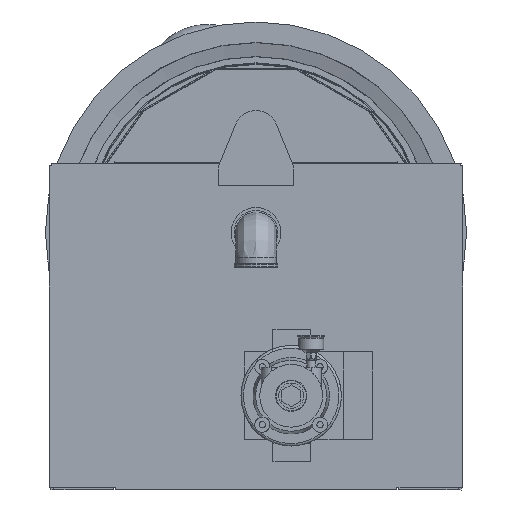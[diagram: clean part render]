
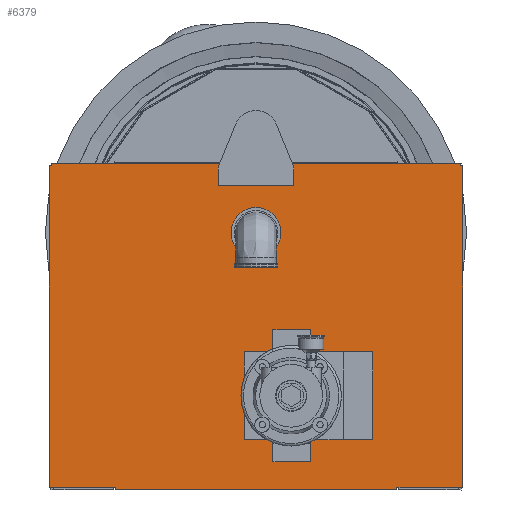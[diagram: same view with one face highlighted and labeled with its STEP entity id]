
A CAD part, front view. The second image highlights one B-rep face of the part: STEP entity #6379.
In plain terms, the highlighted planar face has unit normal (0, -1, 0).
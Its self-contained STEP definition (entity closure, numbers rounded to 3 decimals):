
#259=B_SPLINE_CURVE_WITH_KNOTS('',3,(#13848,#13849,#13850,#13851,#13852,
#13853,#13854,#13855,#13856,#13857,#13858,#13859,#13860,#13861,#13862),
 .UNSPECIFIED.,.F.,.F.,(4,2,2,1,2,2,2,4),(0.,0.125,0.25,
0.375,0.5,0.625,0.75,
1.),.UNSPECIFIED.);
#263=B_SPLINE_CURVE_WITH_KNOTS('',3,(#13972,#13973,#13974,#13975,#13976,
#13977,#13978,#13979,#13980,#13981,#13982,#13983,#13984,#13985,#13986),
 .UNSPECIFIED.,.F.,.F.,(4,2,2,1,2,2,2,4),(0.,0.125,0.25,0.375,0.5,0.625,
0.75,1.),.UNSPECIFIED.);
#268=B_SPLINE_CURVE_WITH_KNOTS('',3,(#14110,#14111,#14112,#14113,#14114,
#14115,#14116,#14117,#14118,#14119,#14120,#14121,#14122,#14123,#14124,#14125,
#14126),.UNSPECIFIED.,.F.,.F.,(4,2,1,2,2,2,2,2,4),(0.,0.125,0.25,0.375,
0.5,0.625,0.75,0.875,1.),.UNSPECIFIED.);
#272=B_SPLINE_CURVE_WITH_KNOTS('',3,(#14258,#14259,#14260,#14261,#14262,
#14263,#14264,#14265,#14266,#14267,#14268,#14269,#14270,#14271,#14272,#14273,
#14274),.UNSPECIFIED.,.F.,.F.,(4,2,1,2,2,2,2,2,4),(0.,0.125,0.25,0.375,
0.5,0.625,0.75,0.875,1.),.UNSPECIFIED.);
#534=PLANE('',#7814);
#1082=LINE('',#13715,#1662);
#1086=LINE('',#13724,#1666);
#1091=LINE('',#13734,#1671);
#1098=LINE('',#13748,#1678);
#1100=LINE('',#13751,#1680);
#1127=LINE('',#14288,#1707);
#1129=LINE('',#14292,#1709);
#1131=LINE('',#14296,#1711);
#1662=VECTOR('',#9394,1000.);
#1666=VECTOR('',#9400,1000.);
#1671=VECTOR('',#9407,1000.);
#1678=VECTOR('',#9416,1000.);
#1680=VECTOR('',#9420,1000.);
#1707=VECTOR('',#9467,1000.);
#1709=VECTOR('',#9473,1000.);
#1711=VECTOR('',#9479,1000.);
#3359=ORIENTED_EDGE('',*,*,#4230,.F.);
#3360=ORIENTED_EDGE('',*,*,#4185,.T.);
#3361=ORIENTED_EDGE('',*,*,#4178,.F.);
#3362=ORIENTED_EDGE('',*,*,#4187,.F.);
#3363=ORIENTED_EDGE('',*,*,#4169,.F.);
#3364=ORIENTED_EDGE('',*,*,#4173,.F.);
#3365=ORIENTED_EDGE('',*,*,#4232,.F.);
#3366=ORIENTED_EDGE('',*,*,#4194,.F.);
#3367=ORIENTED_EDGE('',*,*,#4211,.T.);
#3368=ORIENTED_EDGE('',*,*,#4234,.F.);
#3369=ORIENTED_EDGE('',*,*,#4205,.F.);
#3370=ORIENTED_EDGE('',*,*,#4222,.T.);
#4169=EDGE_CURVE('',#4779,#4775,#1082,.T.);
#4173=EDGE_CURVE('',#4783,#4779,#1086,.T.);
#4178=EDGE_CURVE('',#4787,#4788,#1091,.T.);
#4185=EDGE_CURVE('',#4791,#4788,#1098,.T.);
#4187=EDGE_CURVE('',#4775,#4787,#1100,.T.);
#4194=EDGE_CURVE('',#4798,#4799,#259,.T.);
#4205=EDGE_CURVE('',#4806,#4807,#263,.T.);
#4211=EDGE_CURVE('',#4798,#4811,#268,.T.);
#4222=EDGE_CURVE('',#4806,#4819,#272,.T.);
#4230=EDGE_CURVE('',#4791,#4819,#1127,.T.);
#4232=EDGE_CURVE('',#4799,#4783,#1129,.T.);
#4234=EDGE_CURVE('',#4807,#4811,#1131,.T.);
#4775=VERTEX_POINT('',#13706);
#4779=VERTEX_POINT('',#13714);
#4783=VERTEX_POINT('',#13723);
#4787=VERTEX_POINT('',#13733);
#4788=VERTEX_POINT('',#13735);
#4791=VERTEX_POINT('',#13742);
#4798=VERTEX_POINT('',#13847);
#4799=VERTEX_POINT('',#13863);
#4806=VERTEX_POINT('',#13971);
#4807=VERTEX_POINT('',#13987);
#4811=VERTEX_POINT('',#14109);
#4819=VERTEX_POINT('',#14257);
#5462=EDGE_LOOP('',(#3359,#3360,#3361,#3362,#3363,#3364,#3365,#3366,#3367,
#3368,#3369,#3370));
#5943=FACE_BOUND('',#5462,.T.);
#6379=ADVANCED_FACE('',(#5943),#534,.F.);
#7814=AXIS2_PLACEMENT_3D('',#14295,#9477,#9478);
#9394=DIRECTION('',(0.,0.,-1.));
#9400=DIRECTION('',(-1.,0.,0.));
#9407=DIRECTION('',(0.,0.,1.));
#9416=DIRECTION('',(1.,0.,0.));
#9420=DIRECTION('',(-1.,0.,0.));
#9467=DIRECTION('',(0.,0.,1.));
#9473=DIRECTION('',(0.,0.,-1.));
#9477=DIRECTION('',(0.,1.,0.));
#9478=DIRECTION('',(0.,0.,1.));
#9479=DIRECTION('',(1.,0.,0.));
#13706=CARTESIAN_POINT('',(224.5,0.,0.));
#13714=CARTESIAN_POINT('',(224.5,0.,3.8));
#13715=CARTESIAN_POINT('',(224.5,0.,3.8));
#13723=CARTESIAN_POINT('',(329.5,0.,3.8));
#13724=CARTESIAN_POINT('',(364.5,0.,3.8));
#13733=CARTESIAN_POINT('',(-224.5,0.,0.));
#13734=CARTESIAN_POINT('',(-224.5,0.,-26.2));
#13735=CARTESIAN_POINT('',(-224.5,0.,3.8));
#13742=CARTESIAN_POINT('',(-329.5,0.,3.8));
#13748=CARTESIAN_POINT('',(325.7,0.,3.8));
#13751=CARTESIAN_POINT('',(2285.6,0.,0.));
#13847=CARTESIAN_POINT('',(325.7,0.,516.2));
#13848=CARTESIAN_POINT('',(325.7,0.,516.2));
#13849=CARTESIAN_POINT('',(325.858,0.,516.221));
#13850=CARTESIAN_POINT('',(326.016,0.,516.242));
#13851=CARTESIAN_POINT('',(326.331,0.,516.284));
#13852=CARTESIAN_POINT('',(326.489,0.,516.304));
#13853=CARTESIAN_POINT('',(326.805,0.,516.344));
#13854=CARTESIAN_POINT('',(327.121,0.,516.382));
#13855=CARTESIAN_POINT('',(327.438,0.,516.418));
#13856=CARTESIAN_POINT('',(327.754,0.,516.452));
#13857=CARTESIAN_POINT('',(327.913,0.,516.468));
#13858=CARTESIAN_POINT('',(328.23,0.,516.498));
#13859=CARTESIAN_POINT('',(328.389,0.,516.513));
#13860=CARTESIAN_POINT('',(328.865,0.,516.553));
#13861=CARTESIAN_POINT('',(329.182,0.,516.577));
#13862=CARTESIAN_POINT('',(329.5,0.,516.599));
#13863=CARTESIAN_POINT('',(329.5,0.,516.599));
#13971=CARTESIAN_POINT('',(-325.7,0.,516.2));
#13972=CARTESIAN_POINT('',(-325.7,0.,516.2));
#13973=CARTESIAN_POINT('',(-325.721,0.,516.358));
#13974=CARTESIAN_POINT('',(-325.742,0.,516.516));
#13975=CARTESIAN_POINT('',(-325.784,0.,516.831));
#13976=CARTESIAN_POINT('',(-325.804,0.,516.989));
#13977=CARTESIAN_POINT('',(-325.844,0.,517.305));
#13978=CARTESIAN_POINT('',(-325.882,0.,517.621));
#13979=CARTESIAN_POINT('',(-325.918,0.,517.938));
#13980=CARTESIAN_POINT('',(-325.952,0.,518.254));
#13981=CARTESIAN_POINT('',(-325.968,0.,518.413));
#13982=CARTESIAN_POINT('',(-325.998,0.,518.73));
#13983=CARTESIAN_POINT('',(-326.013,0.,518.889));
#13984=CARTESIAN_POINT('',(-326.053,0.,519.365));
#13985=CARTESIAN_POINT('',(-326.077,0.,519.682));
#13986=CARTESIAN_POINT('',(-326.099,0.,520.));
#13987=CARTESIAN_POINT('',(-326.099,0.,520.));
#14109=CARTESIAN_POINT('',(326.099,0.,520.));
#14110=CARTESIAN_POINT('',(325.7,0.,516.2));
#14111=CARTESIAN_POINT('',(325.721,0.,516.358));
#14112=CARTESIAN_POINT('',(325.742,0.,516.516));
#14113=CARTESIAN_POINT('',(325.784,0.,516.831));
#14114=CARTESIAN_POINT('',(325.825,0.,517.147));
#14115=CARTESIAN_POINT('',(325.863,0.,517.463));
#14116=CARTESIAN_POINT('',(325.9,0.,517.78));
#14117=CARTESIAN_POINT('',(325.918,0.,517.938));
#14118=CARTESIAN_POINT('',(325.952,0.,518.255));
#14119=CARTESIAN_POINT('',(325.968,0.,518.413));
#14120=CARTESIAN_POINT('',(325.998,0.,518.73));
#14121=CARTESIAN_POINT('',(326.013,0.,518.889));
#14122=CARTESIAN_POINT('',(326.04,0.,519.206));
#14123=CARTESIAN_POINT('',(326.053,0.,519.365));
#14124=CARTESIAN_POINT('',(326.077,0.,519.682));
#14125=CARTESIAN_POINT('',(326.088,0.,519.841));
#14126=CARTESIAN_POINT('',(326.099,0.,520.));
#14257=CARTESIAN_POINT('',(-329.5,0.,516.599));
#14258=CARTESIAN_POINT('',(-325.7,0.,516.2));
#14259=CARTESIAN_POINT('',(-325.858,0.,516.221));
#14260=CARTESIAN_POINT('',(-326.016,0.,516.242));
#14261=CARTESIAN_POINT('',(-326.331,0.,516.284));
#14262=CARTESIAN_POINT('',(-326.647,0.,516.325));
#14263=CARTESIAN_POINT('',(-326.963,0.,516.363));
#14264=CARTESIAN_POINT('',(-327.28,0.,516.4));
#14265=CARTESIAN_POINT('',(-327.438,0.,516.418));
#14266=CARTESIAN_POINT('',(-327.755,0.,516.452));
#14267=CARTESIAN_POINT('',(-327.913,0.,516.468));
#14268=CARTESIAN_POINT('',(-328.23,0.,516.498));
#14269=CARTESIAN_POINT('',(-328.389,0.,516.513));
#14270=CARTESIAN_POINT('',(-328.706,0.,516.54));
#14271=CARTESIAN_POINT('',(-328.865,0.,516.553));
#14272=CARTESIAN_POINT('',(-329.182,0.,516.577));
#14273=CARTESIAN_POINT('',(-329.341,0.,516.588));
#14274=CARTESIAN_POINT('',(-329.5,0.,516.599));
#14288=CARTESIAN_POINT('',(-329.5,0.,-1539.1));
#14292=CARTESIAN_POINT('',(329.5,0.,2059.1));
#14295=CARTESIAN_POINT('',(329.5,0.,520.));
#14296=CARTESIAN_POINT('',(-2285.6,0.,520.));
